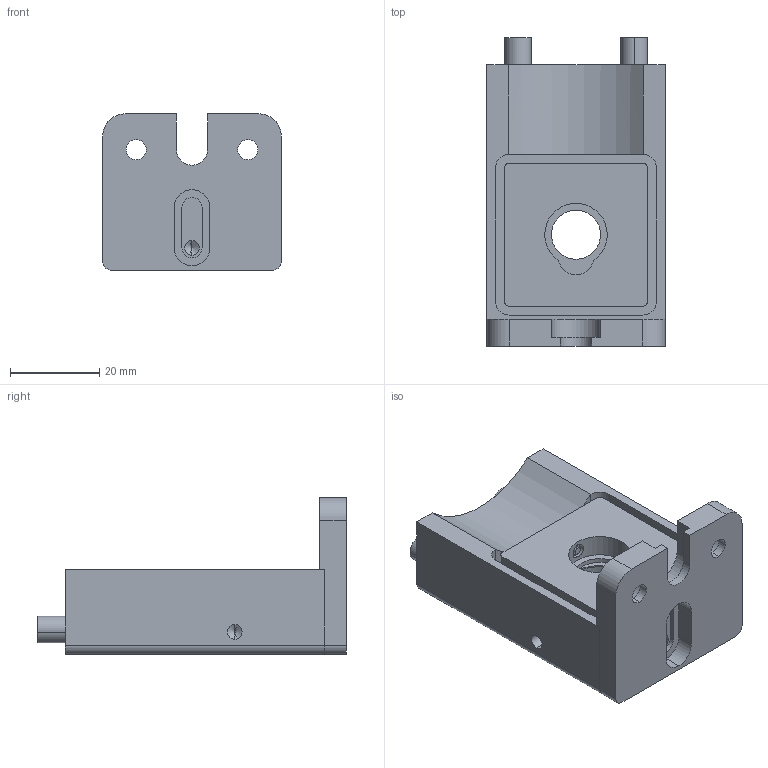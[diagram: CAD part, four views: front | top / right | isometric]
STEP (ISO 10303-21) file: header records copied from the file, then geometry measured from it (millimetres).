
FILE_DESCRIPTION (( 'STEP AP203' ), '1' );
FILE_NAME ('04VMT-0.5M-H.STEP', '2016-04-18T08:30:09', ( '' ), ( '' ), 'SwSTEP 2.0', 'SolidWorks 2016', '' );
FILE_SCHEMA (( 'CONFIG_CONTROL_DESIGN' ));
Length unit declared in the file: millimetre
Products named in the file (1): 04VMT-0.5M-H
Bounding box: 40 x 69.13 x 35 mm (x, y, z)
Volume: 37632.7 mm3; surface area: 24213.2 mm2
Topology: 25 solids, 25 shells, 420 faces, 1016 edges, 645 vertices
Faces by surface type: cylinder 166, plane 156, cone 46, bspline 36, sphere 12, torus 4
Entity records: 16975 total; most frequent: CARTESIAN_POINT 7106, DIRECTION 2132, ORIENTED_EDGE 1940, EDGE_CURVE 970, AXIS2_PLACEMENT_3D 825, VERTEX_POINT 629, EDGE_LOOP 501, LINE 482
